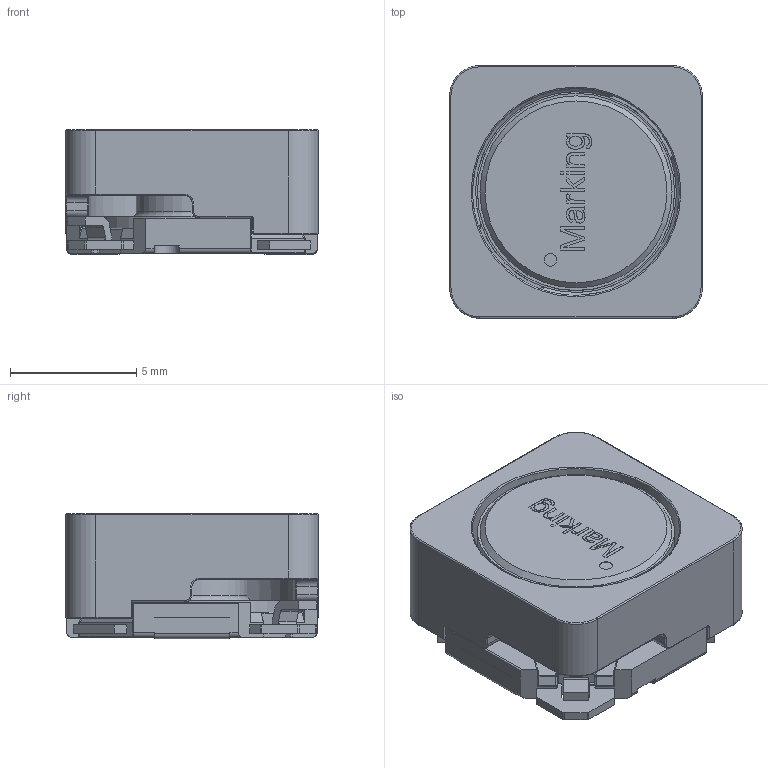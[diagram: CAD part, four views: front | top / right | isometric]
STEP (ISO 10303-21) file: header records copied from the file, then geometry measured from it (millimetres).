
FILE_DESCRIPTION(/* description */ ('Unknown'),/* implementation_level */ '2;1');
FILE_NAME(/* name */ 'L_Wurth_WE-PDA-1050',/* time_stamp */ '2025-05-13T17:38:14+08:00',/* author */ ('Unknown'),/* organization */ ('Unknown'),/* preprocessor_version */ 'ST-DEVELOPER v19.4',/* originating_system */ 'Solid Edge',/* authorisation */ 'Unknown');
FILE_SCHEMA (('AUTOMOTIVE_DESIGN {1 0 10303 214 3 1 1}'));
Length unit declared in the file: millimetre
Products named in the file (2): L_Wurth_WE-PDA-1050
Assembly tree (1 placements, depth 2):
  L_Wurth_WE-PDA-1050
    L_Wurth_WE-PDA-1050
Bounding box: 10 x 10 x 4.96 mm (x, y, z)
Volume: 325.9 mm3; surface area: 773.5 mm2
Topology: 2 solids, 2 shells, 475 faces, 1225 edges, 753 vertices
Faces by surface type: plane 220, cylinder 167, torus 44, bspline 22, sphere 18, cone 4
Full cylindrical faces by diameter (mm): 0.5 x1, 0.6 x4, 4.4 x1, 7.8 x2, 7.95 x1, 8.2 x1
Entity records: 17976 total; most frequent: CARTESIAN_POINT 3478, ORIENTED_EDGE 2380, DIRECTION 2223, EDGE_CURVE 1190, AXIS2_PLACEMENT_3D 798, VERTEX_POINT 748, LINE 627, VECTOR 627
